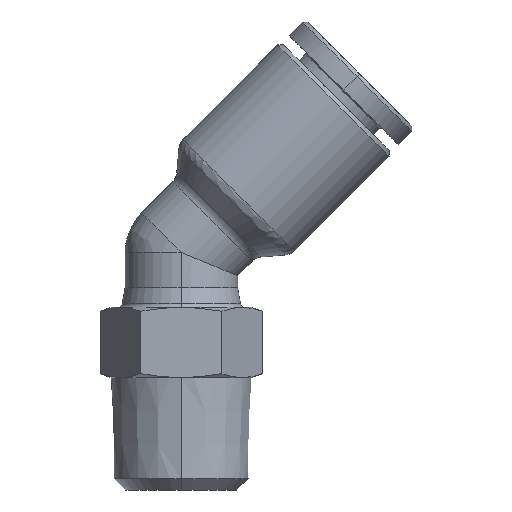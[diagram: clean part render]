
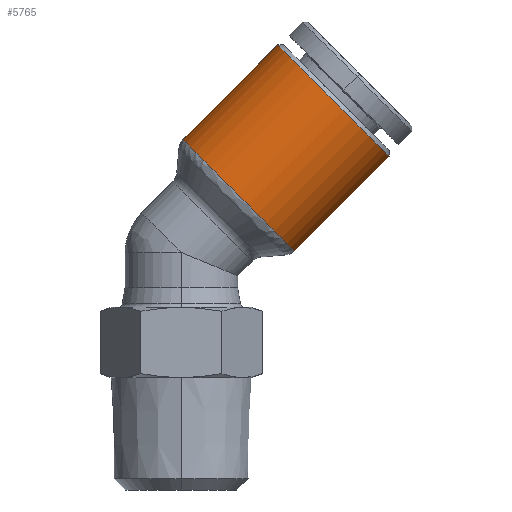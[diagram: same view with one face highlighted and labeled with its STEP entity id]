
A CAD part, front view. The second image highlights one B-rep face of the part: STEP entity #5765.
In plain terms, the highlighted cylindrical face has radius 5.6 mm (diameter 11.2 mm), a partial arc.
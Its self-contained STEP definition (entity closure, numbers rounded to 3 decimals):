
#730 = CARTESIAN_POINT ( 'NONE',  ( 2.229, 0., 13.839 ) ) ;
#866 = DIRECTION ( 'NONE',  ( 0.707, 0., 0.707 ) ) ;
#992 = EDGE_CURVE ( 'NONE', #4944, #2530, #10136, .T. ) ;
#1109 = VECTOR ( 'NONE', #5741, 1000. ) ;
#1218 = AXIS2_PLACEMENT_3D ( 'NONE', #1585, #866, #8296 ) ;
#1585 = CARTESIAN_POINT ( 'NONE',  ( 6.189, 0., 9.88 ) ) ;
#1608 = CARTESIAN_POINT ( 'NONE',  ( 7.366, 0., 3.137 ) ) ;
#2112 = CARTESIAN_POINT ( 'NONE',  ( 3.406, 0., 7.097 ) ) ;
#2514 = CIRCLE ( 'NONE', #9221, 5.6 ) ;
#2530 = VERTEX_POINT ( 'NONE', #4325 ) ;
#2663 = DIRECTION ( 'NONE',  ( 0.707, 0., -0.707 ) ) ;
#3300 = ORIENTED_EDGE ( 'NONE', *, *, #5194, .T. ) ;
#3990 = AXIS2_PLACEMENT_3D ( 'NONE', #2112, #5293, #8323 ) ;
#4142 = CARTESIAN_POINT ( 'NONE',  ( 6.189, 0., 17.799 ) ) ;
#4325 = CARTESIAN_POINT ( 'NONE',  ( 14.108, 0., 9.88 ) ) ;
#4725 = EDGE_LOOP ( 'NONE', ( #7958, #3300, #5593, #5810 ) ) ;
#4944 = VERTEX_POINT ( 'NONE', #1608 ) ;
#5194 = EDGE_CURVE ( 'NONE', #8075, #4944, #8678, .T. ) ;
#5293 = DIRECTION ( 'NONE',  ( 0.707, 0., 0.707 ) ) ;
#5476 = EDGE_CURVE ( 'NONE', #2530, #8522, #2514, .T. ) ;
#5593 = ORIENTED_EDGE ( 'NONE', *, *, #992, .T. ) ;
#5635 = FACE_OUTER_BOUND ( 'NONE', #4725, .T. ) ;
#5741 = DIRECTION ( 'NONE',  ( 0.707, 0., 0.707 ) ) ;
#5765 = ADVANCED_FACE ( 'NONE', ( #5635 ), #7847, .T. ) ;
#5810 = ORIENTED_EDGE ( 'NONE', *, *, #5476, .T. ) ;
#6058 = LINE ( 'NONE', #730, #9872 ) ;
#7847 = CYLINDRICAL_SURFACE ( 'NONE', #1218, 5.6 ) ;
#7958 = ORIENTED_EDGE ( 'NONE', *, *, #9011, .F. ) ;
#8075 = VERTEX_POINT ( 'NONE', #9376 ) ;
#8296 = DIRECTION ( 'NONE',  ( 0.707, 0., -0.707 ) ) ;
#8323 = DIRECTION ( 'NONE',  ( 0.707, 0., -0.707 ) ) ;
#8522 = VERTEX_POINT ( 'NONE', #4142 ) ;
#8660 = DIRECTION ( 'NONE',  ( 0.707, 0., 0.707 ) ) ;
#8678 = CIRCLE ( 'NONE', #3990, 5.6 ) ;
#8776 = CARTESIAN_POINT ( 'NONE',  ( 10.148, 0., 5.92 ) ) ;
#9011 = EDGE_CURVE ( 'NONE', #8075, #8522, #6058, .T. ) ;
#9106 = CARTESIAN_POINT ( 'NONE',  ( 10.148, 0., 13.839 ) ) ;
#9221 = AXIS2_PLACEMENT_3D ( 'NONE', #9106, #9915, #2663 ) ;
#9376 = CARTESIAN_POINT ( 'NONE',  ( -0.554, 0., 11.057 ) ) ;
#9872 = VECTOR ( 'NONE', #8660, 1000. ) ;
#9915 = DIRECTION ( 'NONE',  ( -0.707, 0., -0.707 ) ) ;
#10136 = LINE ( 'NONE', #8776, #1109 ) ;
